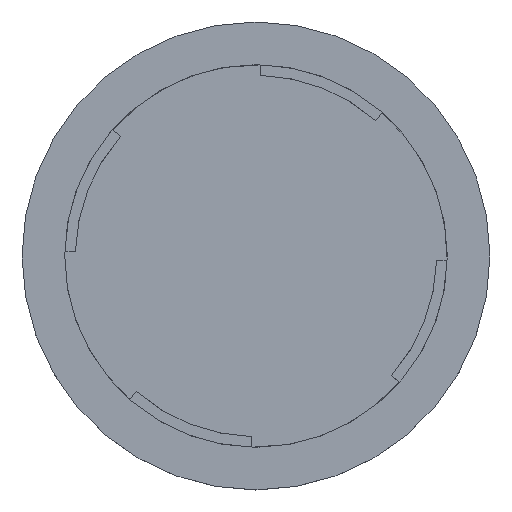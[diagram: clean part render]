
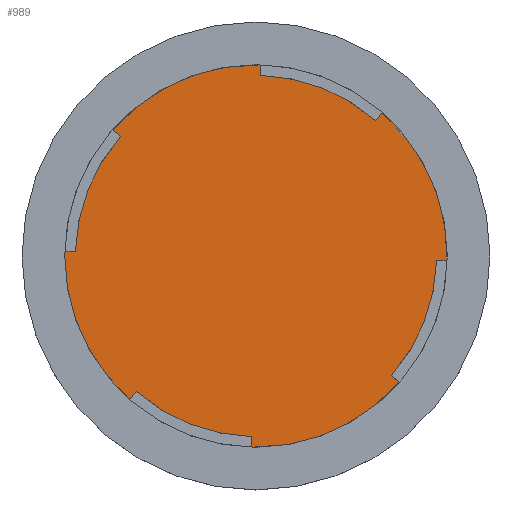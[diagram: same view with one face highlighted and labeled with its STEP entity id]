
A CAD part, top view. The second image highlights one B-rep face of the part: STEP entity #989.
In plain terms, the highlighted planar face has unit normal (0, 0, 1).
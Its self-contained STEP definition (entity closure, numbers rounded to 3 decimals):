
#90=CIRCLE('',#1063,26.25);
#91=CIRCLE('',#1067,26.25);
#92=CIRCLE('',#1071,26.25);
#93=CIRCLE('',#1074,27.8);
#94=CIRCLE('',#1075,27.8);
#95=CIRCLE('',#1076,27.8);
#96=CIRCLE('',#1077,27.8);
#98=CIRCLE('',#1080,26.25);
#327=ORIENTED_EDGE('',*,*,#497,.F.);
#328=ORIENTED_EDGE('',*,*,#498,.T.);
#329=ORIENTED_EDGE('',*,*,#499,.F.);
#330=ORIENTED_EDGE('',*,*,#491,.F.);
#331=ORIENTED_EDGE('',*,*,#485,.T.);
#332=ORIENTED_EDGE('',*,*,#483,.T.);
#333=ORIENTED_EDGE('',*,*,#481,.F.);
#334=ORIENTED_EDGE('',*,*,#490,.F.);
#335=ORIENTED_EDGE('',*,*,#478,.F.);
#336=ORIENTED_EDGE('',*,*,#476,.T.);
#337=ORIENTED_EDGE('',*,*,#474,.F.);
#338=ORIENTED_EDGE('',*,*,#489,.F.);
#339=ORIENTED_EDGE('',*,*,#471,.T.);
#340=ORIENTED_EDGE('',*,*,#469,.T.);
#341=ORIENTED_EDGE('',*,*,#467,.F.);
#342=ORIENTED_EDGE('',*,*,#488,.F.);
#467=EDGE_CURVE('',#578,#579,#661,.T.);
#469=EDGE_CURVE('',#580,#579,#90,.F.);
#471=EDGE_CURVE('',#581,#580,#664,.T.);
#474=EDGE_CURVE('',#582,#583,#667,.T.);
#476=EDGE_CURVE('',#584,#583,#91,.F.);
#478=EDGE_CURVE('',#584,#585,#670,.T.);
#481=EDGE_CURVE('',#586,#587,#673,.T.);
#483=EDGE_CURVE('',#588,#587,#92,.F.);
#485=EDGE_CURVE('',#589,#588,#676,.T.);
#488=EDGE_CURVE('',#590,#578,#93,.T.);
#489=EDGE_CURVE('',#581,#582,#94,.T.);
#490=EDGE_CURVE('',#585,#586,#95,.T.);
#491=EDGE_CURVE('',#589,#592,#96,.T.);
#497=EDGE_CURVE('',#597,#590,#681,.T.);
#498=EDGE_CURVE('',#597,#598,#98,.F.);
#499=EDGE_CURVE('',#592,#598,#682,.T.);
#578=VERTEX_POINT('',#1864);
#579=VERTEX_POINT('',#1866);
#580=VERTEX_POINT('',#1870);
#581=VERTEX_POINT('',#1874);
#582=VERTEX_POINT('',#1878);
#583=VERTEX_POINT('',#1880);
#584=VERTEX_POINT('',#1884);
#585=VERTEX_POINT('',#1888);
#586=VERTEX_POINT('',#1892);
#587=VERTEX_POINT('',#1894);
#588=VERTEX_POINT('',#1898);
#589=VERTEX_POINT('',#1902);
#590=VERTEX_POINT('',#1906);
#592=VERTEX_POINT('',#1912);
#597=VERTEX_POINT('',#1931);
#598=VERTEX_POINT('',#1933);
#661=LINE('',#1865,#745);
#664=LINE('',#1873,#748);
#667=LINE('',#1879,#751);
#670=LINE('',#1887,#754);
#673=LINE('',#1893,#757);
#676=LINE('',#1901,#760);
#681=LINE('',#1930,#765);
#682=LINE('',#1934,#766);
#745=VECTOR('',#1244,1000.);
#748=VECTOR('',#1253,1000.);
#751=VECTOR('',#1258,1000.);
#754=VECTOR('',#1267,1000.);
#757=VECTOR('',#1272,1000.);
#760=VECTOR('',#1281,1000.);
#765=VECTOR('',#1300,1000.);
#766=VECTOR('',#1303,1000.);
#830=EDGE_LOOP('',(#327,#328,#329,#330,#331,#332,#333,#334,#335,#336,#337,
#338,#339,#340,#341,#342));
#896=FACE_BOUND('',#830,.T.);
#936=PLANE('',#1079);
#989=ADVANCED_FACE('',(#896),#936,.F.);
#1063=AXIS2_PLACEMENT_3D('',#1869,#1248,#1249);
#1067=AXIS2_PLACEMENT_3D('',#1883,#1262,#1263);
#1071=AXIS2_PLACEMENT_3D('',#1897,#1276,#1277);
#1074=AXIS2_PLACEMENT_3D('',#1908,#1286,#1287);
#1075=AXIS2_PLACEMENT_3D('',#1909,#1288,#1289);
#1076=AXIS2_PLACEMENT_3D('',#1910,#1290,#1291);
#1077=AXIS2_PLACEMENT_3D('',#1911,#1292,#1293);
#1079=AXIS2_PLACEMENT_3D('',#1929,#1298,#1299);
#1080=AXIS2_PLACEMENT_3D('',#1932,#1301,#1302);
#1244=DIRECTION('',(0.024,1.,0.));
#1248=DIRECTION('',(0.,0.,-1.));
#1249=DIRECTION('',(-1.,0.,0.));
#1253=DIRECTION('',(0.146,0.989,0.));
#1258=DIRECTION('',(1.,-0.024,0.));
#1262=DIRECTION('',(0.,0.,-1.));
#1263=DIRECTION('',(-1.,0.,0.));
#1267=DIRECTION('',(-0.989,0.146,0.));
#1272=DIRECTION('',(-0.024,-1.,0.));
#1276=DIRECTION('',(0.,0.,-1.));
#1277=DIRECTION('',(-1.,0.,0.));
#1281=DIRECTION('',(-0.146,-0.989,0.));
#1286=DIRECTION('',(0.,0.,-1.));
#1287=DIRECTION('',(-1.,0.,0.));
#1288=DIRECTION('',(0.,0.,-1.));
#1289=DIRECTION('',(-1.,0.,0.));
#1290=DIRECTION('',(0.,0.,-1.));
#1291=DIRECTION('',(-1.,0.,0.));
#1292=DIRECTION('',(0.,0.,-1.));
#1293=DIRECTION('',(-1.,0.,0.));
#1298=DIRECTION('',(0.,0.,-1.));
#1299=DIRECTION('',(0.,-1.,0.));
#1300=DIRECTION('',(0.989,-0.146,0.));
#1301=DIRECTION('',(0.,0.,-1.));
#1302=DIRECTION('',(-1.,0.,0.));
#1303=DIRECTION('',(-1.,0.024,0.));
#1864=CARTESIAN_POINT('',(-0.679,-27.792,-21.75));
#1865=CARTESIAN_POINT('',(1.17,47.854,-21.75));
#1866=CARTESIAN_POINT('',(-0.642,-26.242,-21.75));
#1869=CARTESIAN_POINT('',(0.,0.,-21.75));
#1870=CARTESIAN_POINT('',(-3.835,-25.968,-21.75));
#1873=CARTESIAN_POINT('',(5.378,36.417,-21.75));
#1874=CARTESIAN_POINT('',(-4.061,-27.502,-21.75));
#1878=CARTESIAN_POINT('',(-27.792,0.679,-21.75));
#1879=CARTESIAN_POINT('',(-87.772,2.146,-21.75));
#1880=CARTESIAN_POINT('',(-26.242,0.642,-21.75));
#1883=CARTESIAN_POINT('',(0.,0.,-21.75));
#1884=CARTESIAN_POINT('',(-25.968,3.835,-21.75));
#1887=CARTESIAN_POINT('',(-91.98,13.583,-21.75));
#1888=CARTESIAN_POINT('',(-27.502,4.061,-21.75));
#1892=CARTESIAN_POINT('',(0.679,27.792,-21.75));
#1893=CARTESIAN_POINT('',(1.17,47.854,-21.75));
#1894=CARTESIAN_POINT('',(0.642,26.242,-21.75));
#1897=CARTESIAN_POINT('',(0.,0.,-21.75));
#1898=CARTESIAN_POINT('',(3.835,25.968,-21.75));
#1901=CARTESIAN_POINT('',(5.378,36.417,-21.75));
#1902=CARTESIAN_POINT('',(4.061,27.502,-21.75));
#1906=CARTESIAN_POINT('',(27.502,-4.061,-21.75));
#1908=CARTESIAN_POINT('',(0.,0.,-21.75));
#1909=CARTESIAN_POINT('',(0.,0.,-21.75));
#1910=CARTESIAN_POINT('',(0.,0.,-21.75));
#1911=CARTESIAN_POINT('',(0.,0.,-21.75));
#1912=CARTESIAN_POINT('',(27.792,-0.679,-21.75));
#1929=CARTESIAN_POINT('',(-100.,0.,-21.75));
#1930=CARTESIAN_POINT('',(-91.98,13.583,-21.75));
#1931=CARTESIAN_POINT('',(25.968,-3.835,-21.75));
#1932=CARTESIAN_POINT('',(0.,0.,-21.75));
#1933=CARTESIAN_POINT('',(26.242,-0.642,-21.75));
#1934=CARTESIAN_POINT('',(-87.772,2.146,-21.75));
